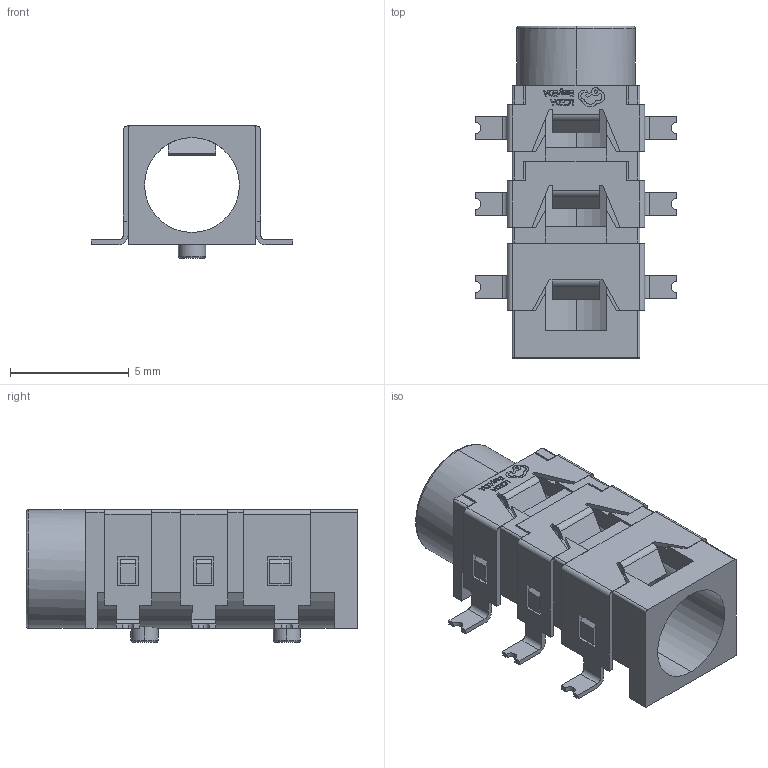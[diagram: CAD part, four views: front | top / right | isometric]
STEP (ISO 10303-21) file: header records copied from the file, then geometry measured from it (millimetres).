
FILE_DESCRIPTION (( 'STEP AP214' ), '1' );
FILE_NAME ('AUDIO-SMD_PJ-313D-2.step', '2022-06-16T10:23:19', ( '' ), ( '' ), 'SwSTEP 2.0', 'SolidWorks 2020', '' );
FILE_SCHEMA (( 'AUTOMOTIVE_DESIGN' ));
Length unit declared in the file: millimetre
Products named in the file (1): AUDIO-SMD_PJ-313D-2
Bounding box: 8.5 x 14 x 5.61 mm (x, y, z)
Volume: 154.9 mm3; surface area: 687.2 mm2
Topology: 4 solids, 4 shells, 517 faces, 1450 edges, 962 vertices
Faces by surface type: plane 361, bspline 98, cylinder 50, torus 8
Entity records: 22795 total; most frequent: CARTESIAN_POINT 4272, ORIENTED_EDGE 2900, DIRECTION 2214, EDGE_CURVE 1450, VECTOR 1118, LINE 1118, VERTEX_POINT 962, EDGE_LOOP 558
